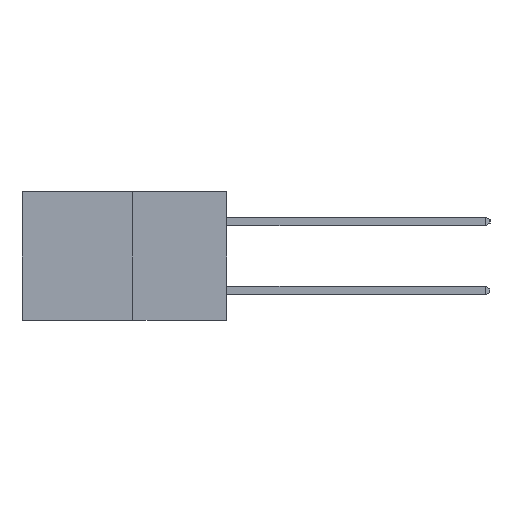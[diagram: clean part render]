
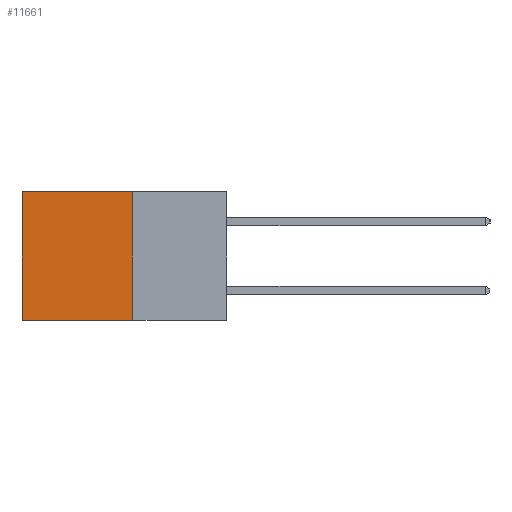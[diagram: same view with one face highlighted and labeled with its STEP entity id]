
A CAD part, left-side view. The second image highlights one B-rep face of the part: STEP entity #11661.
In plain terms, the highlighted planar face has unit normal (-1, 0, 0).
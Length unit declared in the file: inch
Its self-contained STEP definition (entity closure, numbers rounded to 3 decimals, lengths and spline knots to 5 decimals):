
#538 = VERTEX_POINT ( 'NONE', #19616 ) ;
#1265 = ORIENTED_EDGE ( 'NONE', *, *, #16394, .F. ) ;
#1292 = VERTEX_POINT ( 'NONE', #8590 ) ;
#1327 = EDGE_CURVE ( 'NONE', #10128, #3059, #4485, .T. ) ;
#1718 = LINE ( 'NONE', #2790, #14057 ) ;
#1720 = CARTESIAN_POINT ( 'NONE',  ( 0.277, 0.27, -0.37 ) ) ;
#2003 = FACE_OUTER_BOUND ( 'NONE', #7707, .T. ) ;
#2247 = ORIENTED_EDGE ( 'NONE', *, *, #1327, .F. ) ;
#2790 = CARTESIAN_POINT ( 'NONE',  ( 0.277, 0.27, -0.37 ) ) ;
#3059 = VERTEX_POINT ( 'NONE', #13364 ) ;
#3334 = CARTESIAN_POINT ( 'NONE',  ( 0.277, 0.27, -0.37 ) ) ;
#4477 = AXIS2_PLACEMENT_3D ( 'NONE', #3334, #19208, #9882 ) ;
#4485 = LINE ( 'NONE', #1720, #13036 ) ;
#5886 = VECTOR ( 'NONE', #16031, 39.37008 ) ;
#6412 = LINE ( 'NONE', #19096, #5886 ) ;
#6424 = DIRECTION ( 'NONE',  ( 0., 0., -1. ) ) ;
#7653 = LINE ( 'NONE', #8647, #15495 ) ;
#7707 = EDGE_LOOP ( 'NONE', ( #19425, #1265, #2247, #8869 ) ) ;
#8590 = CARTESIAN_POINT ( 'NONE',  ( 0.277, 0.59, 0. ) ) ;
#8647 = CARTESIAN_POINT ( 'NONE',  ( 0.277, 0.27, 0. ) ) ;
#8869 = ORIENTED_EDGE ( 'NONE', *, *, #20496, .T. ) ;
#9882 = DIRECTION ( 'NONE',  ( 0., 0., -1. ) ) ;
#10128 = VERTEX_POINT ( 'NONE', #10540 ) ;
#10213 = DIRECTION ( 'NONE',  ( 0., 1., 0. ) ) ;
#10540 = CARTESIAN_POINT ( 'NONE',  ( 0.277, 0.27, 0. ) ) ;
#11661 = ADVANCED_FACE ( 'NONE', ( #2003 ), #17647, .F. ) ;
#12466 = DIRECTION ( 'NONE',  ( 0., 1., 0. ) ) ;
#13036 = VECTOR ( 'NONE', #6424, 39.37008 ) ;
#13364 = CARTESIAN_POINT ( 'NONE',  ( 0.277, 0.27, -0.37 ) ) ;
#14057 = VECTOR ( 'NONE', #12466, 39.37008 ) ;
#15495 = VECTOR ( 'NONE', #10213, 39.37008 ) ;
#16031 = DIRECTION ( 'NONE',  ( 0., 0., -1. ) ) ;
#16394 = EDGE_CURVE ( 'NONE', #3059, #538, #1718, .T. ) ;
#17647 = PLANE ( 'NONE',  #4477 ) ;
#19096 = CARTESIAN_POINT ( 'NONE',  ( 0.277, 0.59, -0.37 ) ) ;
#19208 = DIRECTION ( 'NONE',  ( 1., 0., 0. ) ) ;
#19425 = ORIENTED_EDGE ( 'NONE', *, *, #19955, .T. ) ;
#19616 = CARTESIAN_POINT ( 'NONE',  ( 0.277, 0.59, -0.37 ) ) ;
#19955 = EDGE_CURVE ( 'NONE', #1292, #538, #6412, .T. ) ;
#20496 = EDGE_CURVE ( 'NONE', #10128, #1292, #7653, .T. ) ;
